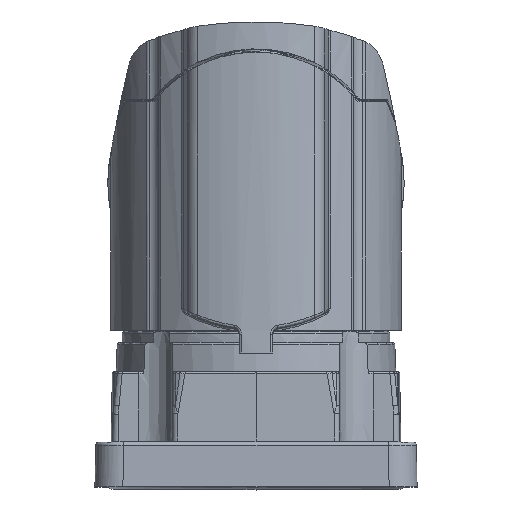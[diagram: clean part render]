
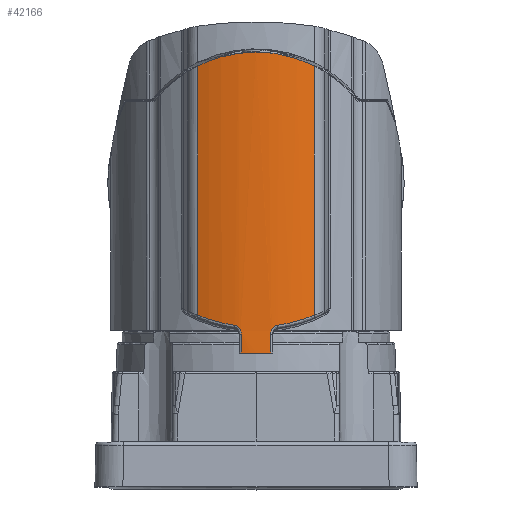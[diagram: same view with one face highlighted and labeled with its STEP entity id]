
A CAD part, top view. The second image highlights one B-rep face of the part: STEP entity #42166.
In plain terms, the highlighted cylindrical face has radius 15 mm (diameter 30 mm), a partial arc.
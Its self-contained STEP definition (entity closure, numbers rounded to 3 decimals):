
#3540=CARTESIAN_POINT('',(0.,37.75,15.));
#3541=CARTESIAN_POINT('',(-0.193,37.75,15.));
#3542=CARTESIAN_POINT('',(-0.58,37.74,
14.993));
#3543=CARTESIAN_POINT('',(-1.16,37.697,14.959));
#3544=CARTESIAN_POINT('',(-1.739,37.624,14.903));
#3545=CARTESIAN_POINT('',(-2.32,37.521,14.823));
#3546=CARTESIAN_POINT('',(-2.9,37.387,14.721));
#3547=CARTESIAN_POINT('',(-3.48,37.221,14.595));
#3548=CARTESIAN_POINT('',(-4.058,37.023,14.445));
#3549=CARTESIAN_POINT('',(-4.636,36.79,14.27));
#3550=CARTESIAN_POINT('',(-5.019,36.61,14.137));
#3551=CARTESIAN_POINT('',(-5.21,36.514,14.066));
#3955=DIRECTION('',(0.,-1.,0.));
#3956=VECTOR('',#3955,22.266);
#3957=CARTESIAN_POINT('',(-5.21,36.514,14.066));
#3958=LINE('',#3957,#3956);
#3959=DIRECTION('',(0.,1.,0.));
#3960=VECTOR('',#3959,1.697);
#3961=CARTESIAN_POINT('',(-1.318,10.85,14.942));
#3962=LINE('',#3961,#3960);
#3963=CARTESIAN_POINT('',(-1.318,12.547,14.942));
#3964=CARTESIAN_POINT('',(-1.318,12.58,14.942));
#3965=CARTESIAN_POINT('',(-1.32,12.644,14.942));
#3966=CARTESIAN_POINT('',(-1.334,12.738,14.941));
#3967=CARTESIAN_POINT('',(-1.356,12.827,14.939));
#3968=CARTESIAN_POINT('',(-1.388,12.911,14.936));
#3969=CARTESIAN_POINT('',(-1.427,12.989,14.932));
#3970=CARTESIAN_POINT('',(-1.474,13.06,14.927));
#3971=CARTESIAN_POINT('',(-1.528,13.125,14.922));
#3972=CARTESIAN_POINT('',(-1.587,13.182,14.916));
#3973=CARTESIAN_POINT('',(-1.652,13.232,14.909));
#3974=CARTESIAN_POINT('',(-1.72,13.273,14.901));
#3975=CARTESIAN_POINT('',(-1.789,13.305,14.893));
#3976=CARTESIAN_POINT('',(-1.858,13.327,14.885));
#3977=CARTESIAN_POINT('',(-1.901,13.335,14.879));
#3978=CARTESIAN_POINT('',(-1.922,13.338,14.876));
#3980=CARTESIAN_POINT('',(-1.922,13.338,14.876));
#3981=CARTESIAN_POINT('',(-3.075,13.505,14.727));
#3982=CARTESIAN_POINT('',(-4.186,13.819,14.445));
#3983=CARTESIAN_POINT('',(-5.21,14.249,14.066));
#3985=DIRECTION('',(0.,-1.,0.));
#3986=VECTOR('',#3985,22.266);
#3987=CARTESIAN_POINT('',(5.21,36.514,14.066));
#3988=LINE('',#3987,#3986);
#3989=CARTESIAN_POINT('',(5.21,14.249,14.066));
#3990=CARTESIAN_POINT('',(4.186,13.819,14.445));
#3991=CARTESIAN_POINT('',(3.075,13.505,14.727));
#3992=CARTESIAN_POINT('',(1.922,13.338,14.876));
#3994=CARTESIAN_POINT('',(1.922,13.338,14.876));
#3995=CARTESIAN_POINT('',(1.901,13.335,14.879));
#3996=CARTESIAN_POINT('',(1.857,13.327,14.885));
#3997=CARTESIAN_POINT('',(1.789,13.305,14.893));
#3998=CARTESIAN_POINT('',(1.719,13.273,14.901));
#3999=CARTESIAN_POINT('',(1.651,13.232,14.909));
#4000=CARTESIAN_POINT('',(1.587,13.182,14.916));
#4001=CARTESIAN_POINT('',(1.527,13.124,14.922));
#4002=CARTESIAN_POINT('',(1.474,13.059,14.927));
#4003=CARTESIAN_POINT('',(1.427,12.987,14.932));
#4004=CARTESIAN_POINT('',(1.387,12.909,14.936));
#4005=CARTESIAN_POINT('',(1.356,12.825,14.939));
#4006=CARTESIAN_POINT('',(1.333,12.736,14.941));
#4007=CARTESIAN_POINT('',(1.32,12.643,14.942));
#4008=CARTESIAN_POINT('',(1.318,12.579,14.942));
#4009=CARTESIAN_POINT('',(1.318,12.547,14.942));
#4011=DIRECTION('',(0.,-1.,0.));
#4012=VECTOR('',#4011,1.697);
#4013=CARTESIAN_POINT('',(1.318,12.547,14.942));
#4014=LINE('',#4013,#4012);
#4024=CARTESIAN_POINT('',(-1.922,13.338,14.876));
#4048=CARTESIAN_POINT('',(-5.21,14.249,14.066));
#4123=CARTESIAN_POINT('',(0.,10.85,0.));
#4124=DIRECTION('',(0.,1.,0.));
#4125=DIRECTION('',(-0.088,0.,0.996));
#4126=AXIS2_PLACEMENT_3D('',#4123,#4124,#4125);
#4128=CARTESIAN_POINT('',(0.,10.85,0.));
#4129=DIRECTION('',(0.,1.,0.));
#4130=DIRECTION('',(0.,0.,1.));
#4131=AXIS2_PLACEMENT_3D('',#4128,#4129,#4130);
#4495=CARTESIAN_POINT('',(5.21,36.514,14.066));
#4497=CARTESIAN_POINT('',(5.21,36.514,14.066));
#4498=CARTESIAN_POINT('',(5.019,36.61,14.137));
#4499=CARTESIAN_POINT('',(4.636,36.79,14.27));
#4500=CARTESIAN_POINT('',(4.058,37.023,14.445));
#4501=CARTESIAN_POINT('',(3.48,37.221,14.595));
#4502=CARTESIAN_POINT('',(2.9,37.387,14.721));
#4503=CARTESIAN_POINT('',(2.32,37.521,14.823));
#4504=CARTESIAN_POINT('',(1.739,37.624,14.903));
#4505=CARTESIAN_POINT('',(1.16,37.697,14.959));
#4506=CARTESIAN_POINT('',(0.58,37.74,14.993));
#4507=CARTESIAN_POINT('',(0.193,37.75,15.));
#4508=CARTESIAN_POINT('',(0.,37.75,15.));
#33282=VERTEX_POINT('',#4495);
#33283=VERTEX_POINT('',#4508);
#33336=VERTEX_POINT('',#3551);
#33365=VERTEX_POINT('',#4024);
#33366=VERTEX_POINT('',#3963);
#33367=VERTEX_POINT('',#4048);
#33368=CARTESIAN_POINT('',(-1.318,10.85,14.942));
#33369=VERTEX_POINT('',#33368);
#33370=CARTESIAN_POINT('',(5.21,14.249,14.066));
#33371=VERTEX_POINT('',#33370);
#33372=VERTEX_POINT('',#3992);
#33373=VERTEX_POINT('',#4009);
#33374=CARTESIAN_POINT('',(1.318,10.85,14.942));
#33375=VERTEX_POINT('',#33374);
#33376=CARTESIAN_POINT('',(0.,10.85,15.));
#33377=VERTEX_POINT('',#33376);
#42137=CARTESIAN_POINT('',(0.,12.65,0.));
#42138=DIRECTION('',(0.,-1.,0.));
#42139=DIRECTION('',(0.,0.,-1.));
#42140=AXIS2_PLACEMENT_3D('',#42137,#42138,#42139);
#42141=CYLINDRICAL_SURFACE('',#42140,15.);
#42143=ORIENTED_EDGE('',*,*,#42142,.T.);
#42145=ORIENTED_EDGE('',*,*,#42144,.T.);
#42147=ORIENTED_EDGE('',*,*,#42146,.T.);
#42148=ORIENTED_EDGE('',*,*,#42132,.F.);
#42149=ORIENTED_EDGE('',*,*,#41583,.F.);
#42151=ORIENTED_EDGE('',*,*,#42150,.F.);
#42153=ORIENTED_EDGE('',*,*,#42152,.T.);
#42155=ORIENTED_EDGE('',*,*,#42154,.T.);
#42157=ORIENTED_EDGE('',*,*,#42156,.T.);
#42159=ORIENTED_EDGE('',*,*,#42158,.T.);
#42161=ORIENTED_EDGE('',*,*,#42160,.F.);
#42163=ORIENTED_EDGE('',*,*,#42162,.F.);
#42164=EDGE_LOOP('',(#42143,#42145,#42147,#42148,#42149,#42151,#42153,#42155,
#42157,#42159,#42161,#42163));
#42165=FACE_OUTER_BOUND('',#42164,.F.);
#3552=B_SPLINE_CURVE_WITH_KNOTS('',3,(#3540,#3541,#3542,#3543,#3544,#3545,#3546,
#3547,#3548,#3549,#3550,#3551),.UNSPECIFIED.,.F.,.F.,(4,1,1,1,1,1,1,1,1,4),
(0.,0.111,0.222,0.333,0.444,
0.556,0.667,0.778,0.889,1.),
.UNSPECIFIED.);
#3979=B_SPLINE_CURVE_WITH_KNOTS('',3,(#3963,#3964,#3965,#3966,#3967,#3968,#3969,
#3970,#3971,#3972,#3973,#3974,#3975,#3976,#3977,#3978),.UNSPECIFIED.,.F.,.F.,(4,
1,1,1,1,1,1,1,1,1,1,1,1,4),(0.,0.077,0.154,
0.231,0.308,0.385,0.462,
0.538,0.615,0.692,0.769,
0.846,0.923,1.),.UNSPECIFIED.);
#3984=B_SPLINE_CURVE_WITH_KNOTS('',3,(#3980,#3981,#3982,#3983),.UNSPECIFIED.,
.F.,.F.,(4,4),(0.,1.),.UNSPECIFIED.);
#3993=B_SPLINE_CURVE_WITH_KNOTS('',3,(#3989,#3990,#3991,#3992),.UNSPECIFIED.,
.F.,.F.,(4,4),(0.,1.),.UNSPECIFIED.);
#4010=B_SPLINE_CURVE_WITH_KNOTS('',3,(#3994,#3995,#3996,#3997,#3998,#3999,#4000,
#4001,#4002,#4003,#4004,#4005,#4006,#4007,#4008,#4009),.UNSPECIFIED.,.F.,.F.,(4,
1,1,1,1,1,1,1,1,1,1,1,1,4),(0.,0.077,0.154,
0.231,0.308,0.385,0.462,
0.538,0.615,0.692,0.769,
0.846,0.923,1.),.UNSPECIFIED.);
#4127=CIRCLE('',#4126,15.);
#4132=CIRCLE('',#4131,15.);
#4509=B_SPLINE_CURVE_WITH_KNOTS('',3,(#4497,#4498,#4499,#4500,#4501,#4502,#4503,
#4504,#4505,#4506,#4507,#4508),.UNSPECIFIED.,.F.,.F.,(4,1,1,1,1,1,1,1,1,4),
(0.,0.111,0.222,0.333,0.444,
0.556,0.667,0.778,0.889,1.),
.UNSPECIFIED.);
#41583=EDGE_CURVE('',#33283,#33336,#3552,.T.);
#42132=EDGE_CURVE('',#33336,#33367,#3958,.T.);
#42142=EDGE_CURVE('',#33369,#33366,#3962,.T.);
#42144=EDGE_CURVE('',#33366,#33365,#3979,.T.);
#42146=EDGE_CURVE('',#33365,#33367,#3984,.T.);
#42150=EDGE_CURVE('',#33282,#33283,#4509,.T.);
#42152=EDGE_CURVE('',#33282,#33371,#3988,.T.);
#42154=EDGE_CURVE('',#33371,#33372,#3993,.T.);
#42156=EDGE_CURVE('',#33372,#33373,#4010,.T.);
#42158=EDGE_CURVE('',#33373,#33375,#4014,.T.);
#42160=EDGE_CURVE('',#33377,#33375,#4132,.T.);
#42162=EDGE_CURVE('',#33369,#33377,#4127,.T.);
#42166=ADVANCED_FACE('',(#42165),#42141,.T.);
